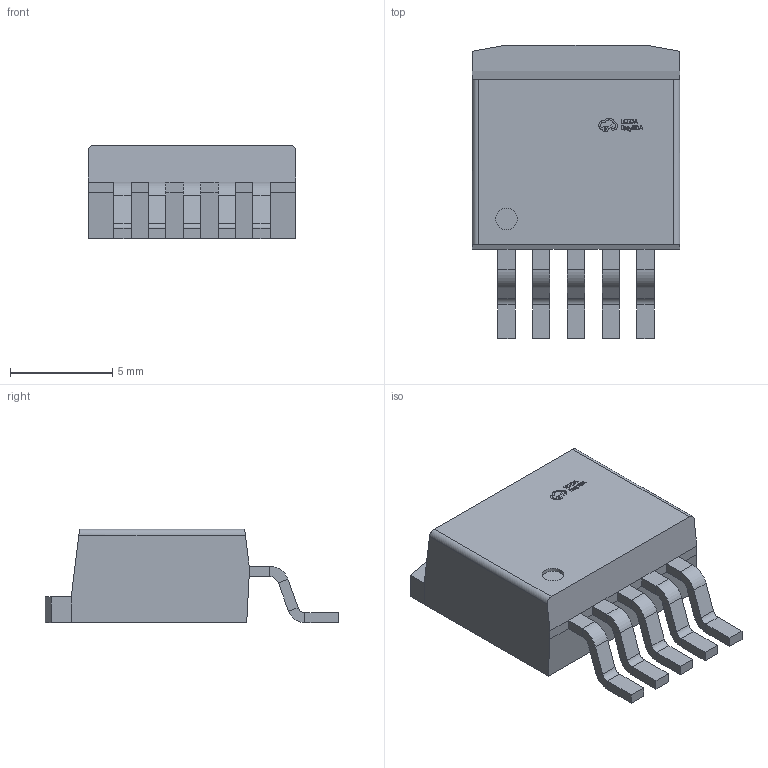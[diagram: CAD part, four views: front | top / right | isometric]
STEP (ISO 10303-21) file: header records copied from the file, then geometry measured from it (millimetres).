
FILE_DESCRIPTION (( 'STEP AP214' ), '1' );
FILE_NAME ('PG-TO-263-5_L10.2-W8.7-P1.70-LS14.4-BR.step', '2022-07-08T08:33:08', ( '' ), ( '' ), 'SwSTEP 2.0', 'SolidWorks 2020', '' );
FILE_SCHEMA (( 'AUTOMOTIVE_DESIGN' ));
Length unit declared in the file: millimetre
Products named in the file (1): PG-TO-263-5_L10.2-W8.7-P1.70-LS14.4-BR
Bounding box: 10.16 x 14.35 x 4.57 mm (x, y, z)
Volume: 421.1 mm3; surface area: 586.3 mm2
Topology: 2 solids, 2 shells, 432 faces, 1101 edges, 700 vertices
Faces by surface type: plane 296, bspline 112, cylinder 24
Entity records: 18153 total; most frequent: CARTESIAN_POINT 4350, ORIENTED_EDGE 2202, DIRECTION 1555, EDGE_CURVE 1101, LINE 825, VECTOR 825, VERTEX_POINT 700, EDGE_LOOP 459
